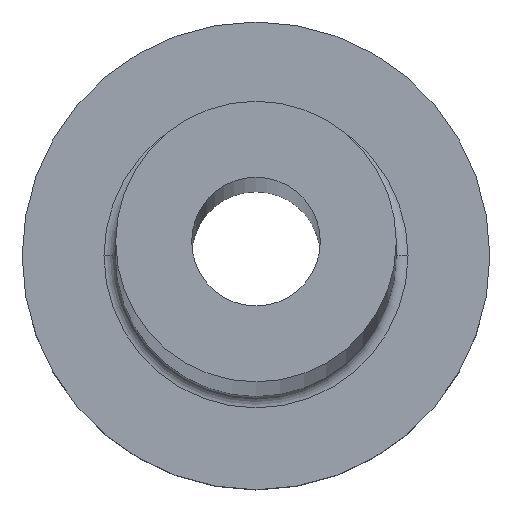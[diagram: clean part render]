
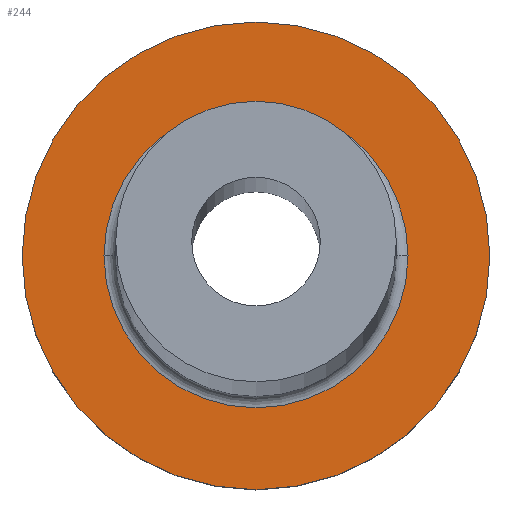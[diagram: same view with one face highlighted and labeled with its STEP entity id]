
A CAD part, top view. The second image highlights one B-rep face of the part: STEP entity #244.
In plain terms, the highlighted planar face has unit normal (0, 0, 1).
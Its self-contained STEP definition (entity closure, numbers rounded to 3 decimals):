
#5 = ORIENTED_EDGE ( 'NONE', *, *, #118, .T. ) ;
#8 = ORIENTED_EDGE ( 'NONE', *, *, #16, .T. ) ;
#15 = CIRCLE ( 'NONE', #277, 6.5 ) ;
#16 = EDGE_CURVE ( 'NONE', #317, #144, #19, .T. ) ;
#19 = CIRCLE ( 'NONE', #232, 10. ) ;
#27 = EDGE_LOOP ( 'NONE', ( #264, #319 ) ) ;
#42 = PLANE ( 'NONE',  #271 ) ;
#45 = CARTESIAN_POINT ( 'NONE',  ( 0., 0., 7. ) ) ;
#66 = DIRECTION ( 'NONE',  ( 1., 0., 0. ) ) ;
#69 = CARTESIAN_POINT ( 'NONE',  ( 0., 0., 7. ) ) ;
#104 = CARTESIAN_POINT ( 'NONE',  ( 0., 0., 7. ) ) ;
#108 = DIRECTION ( 'NONE',  ( 0., 0., -1. ) ) ;
#112 = CARTESIAN_POINT ( 'NONE',  ( 6.5, 0., 7. ) ) ;
#118 = EDGE_CURVE ( 'NONE', #144, #317, #313, .T. ) ;
#131 = DIRECTION ( 'NONE',  ( 0., 0., 1. ) ) ;
#135 = CARTESIAN_POINT ( 'NONE',  ( -10., 0., 7. ) ) ;
#138 = DIRECTION ( 'NONE',  ( 1., 0., 0. ) ) ;
#144 = VERTEX_POINT ( 'NONE', #192 ) ;
#157 = DIRECTION ( 'NONE',  ( 1., 0., 0. ) ) ;
#162 = CARTESIAN_POINT ( 'NONE',  ( 0., 0., 7. ) ) ;
#168 = EDGE_LOOP ( 'NONE', ( #8, #5 ) ) ;
#186 = DIRECTION ( 'NONE',  ( 1., 0., 0. ) ) ;
#189 = AXIS2_PLACEMENT_3D ( 'NONE', #45, #108, #138 ) ;
#191 = CIRCLE ( 'NONE', #189, 6.5 ) ;
#192 = CARTESIAN_POINT ( 'NONE',  ( 10., 0., 7. ) ) ;
#232 = AXIS2_PLACEMENT_3D ( 'NONE', #305, #131, #369 ) ;
#244 = ADVANCED_FACE ( 'NONE', ( #339, #307 ), #42, .T. ) ;
#245 = EDGE_CURVE ( 'NONE', #321, #309, #15, .T. ) ;
#251 = DIRECTION ( 'NONE',  ( 0., 0., -1. ) ) ;
#264 = ORIENTED_EDGE ( 'NONE', *, *, #245, .T. ) ;
#271 = AXIS2_PLACEMENT_3D ( 'NONE', #69, #276, #66 ) ;
#276 = DIRECTION ( 'NONE',  ( 0., 0., 1. ) ) ;
#277 = AXIS2_PLACEMENT_3D ( 'NONE', #162, #251, #186 ) ;
#305 = CARTESIAN_POINT ( 'NONE',  ( 0., 0., 7. ) ) ;
#307 = FACE_OUTER_BOUND ( 'NONE', #168, .T. ) ;
#309 = VERTEX_POINT ( 'NONE', #381 ) ;
#313 = CIRCLE ( 'NONE', #314, 10. ) ;
#314 = AXIS2_PLACEMENT_3D ( 'NONE', #104, #371, #157 ) ;
#317 = VERTEX_POINT ( 'NONE', #135 ) ;
#319 = ORIENTED_EDGE ( 'NONE', *, *, #373, .T. ) ;
#321 = VERTEX_POINT ( 'NONE', #112 ) ;
#339 = FACE_BOUND ( 'NONE', #27, .T. ) ;
#369 = DIRECTION ( 'NONE',  ( 1., 0., 0. ) ) ;
#371 = DIRECTION ( 'NONE',  ( 0., 0., 1. ) ) ;
#373 = EDGE_CURVE ( 'NONE', #309, #321, #191, .T. ) ;
#381 = CARTESIAN_POINT ( 'NONE',  ( -6.5, 0., 7. ) ) ;
